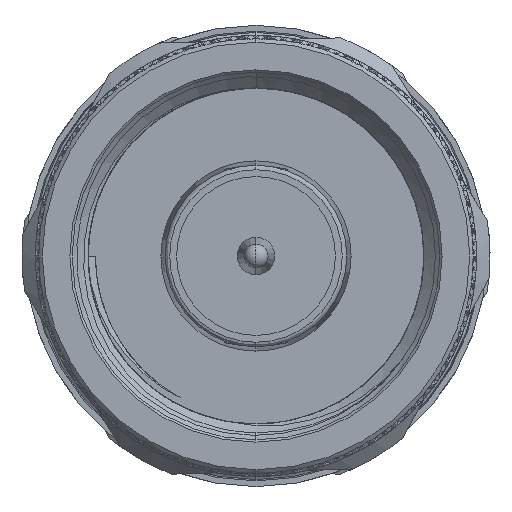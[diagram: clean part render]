
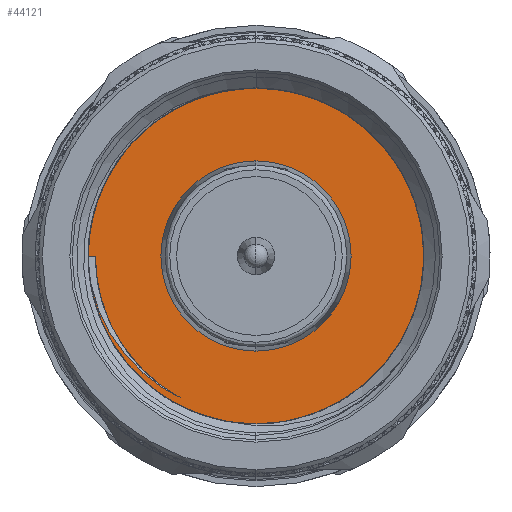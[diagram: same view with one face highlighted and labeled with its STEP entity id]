
A CAD part, left-side view. The second image highlights one B-rep face of the part: STEP entity #44121.
In plain terms, the highlighted planar face has unit normal (-1, 0, 0).
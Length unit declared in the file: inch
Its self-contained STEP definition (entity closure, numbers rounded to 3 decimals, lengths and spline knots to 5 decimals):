
#1946 = CARTESIAN_POINT ( 'NONE',  ( 0.33189, 0., 0. ) ) ;
#2105 = DIRECTION ( 'NONE',  ( -1., 0., 0. ) ) ;
#2167 = EDGE_CURVE ( 'NONE', #15024, #43007, #35965, .T. ) ;
#2865 = CARTESIAN_POINT ( 'NONE',  ( 0.33189, -0.21069, 0.18405 ) ) ;
#3729 = ORIENTED_EDGE ( 'NONE', *, *, #9643, .F. ) ;
#4952 = CARTESIAN_POINT ( 'NONE',  ( 0.33189, -0.29263, 0. ) ) ;
#5270 = CARTESIAN_POINT ( 'NONE',  ( 0.33189, 0., 0.31988 ) ) ;
#5283 = EDGE_LOOP ( 'NONE', ( #9433, #30909 ) ) ;
#5295 = AXIS2_PLACEMENT_3D ( 'NONE', #25668, #2105, #6746 ) ;
#6746 = DIRECTION ( 'NONE',  ( 0., 0., 1. ) ) ;
#7981 = VERTEX_POINT ( 'NONE', #45424 ) ;
#9433 = ORIENTED_EDGE ( 'NONE', *, *, #22828, .F. ) ;
#9643 = EDGE_CURVE ( 'NONE', #43007, #15937, #28708, .T. ) ;
#11107 = CARTESIAN_POINT ( 'NONE',  ( 0.33189, 0., 0. ) ) ;
#11236 = EDGE_CURVE ( 'NONE', #7981, #30531, #42338, .T. ) ;
#11592 = CARTESIAN_POINT ( 'NONE',  ( 0.33189, -0.13176, 0.24549 ) ) ;
#12168 = CARTESIAN_POINT ( 'NONE',  ( 0.33189, -0.15399, 0.23356 ) ) ;
#13135 = CARTESIAN_POINT ( 'NONE',  ( 0.33189, -0.2056, 0.19451 ) ) ;
#14005 = CARTESIAN_POINT ( 'NONE',  ( 0.33189, -0.2602, 0.12343 ) ) ;
#14735 = EDGE_LOOP ( 'NONE', ( #42457, #26550 ) ) ;
#14778 = DIRECTION ( 'NONE',  ( 0., 0., 1. ) ) ;
#15024 = VERTEX_POINT ( 'NONE', #18898 ) ;
#15165 = ORIENTED_EDGE ( 'NONE', *, *, #35958, .T. ) ;
#15406 = CARTESIAN_POINT ( 'NONE',  ( 0.33189, -0.17422, 0.21888 ) ) ;
#15500 = FACE_BOUND ( 'NONE', #5283, .T. ) ;
#15937 = VERTEX_POINT ( 'NONE', #55891 ) ;
#17304 = EDGE_LOOP ( 'NONE', ( #43582, #15165, #3729 ) ) ;
#17334 = AXIS2_PLACEMENT_3D ( 'NONE', #1946, #19704, #14778 ) ;
#17502 = CARTESIAN_POINT ( 'NONE',  ( 0.33189, -0.27126, 0.10023 ) ) ;
#18258 = CIRCLE ( 'NONE', #25678, 0.31988 ) ;
#18377 = CARTESIAN_POINT ( 'NONE',  ( 0.33189, -0.28704, 0.05106 ) ) ;
#18474 = EDGE_CURVE ( 'NONE', #30531, #7981, #18258, .T. ) ;
#18898 = CARTESIAN_POINT ( 'NONE',  ( 0.33189, -0.29263, 0. ) ) ;
#19197 = DIRECTION ( 'NONE',  ( 0., 0., 1. ) ) ;
#19234 = CARTESIAN_POINT ( 'NONE',  ( 0.33189, -0.15466, 0.23357 ) ) ;
#19283 = DIRECTION ( 'NONE',  ( 1., 0., 0. ) ) ;
#19568 = CARTESIAN_POINT ( 'NONE',  ( 0.33189, 0., 0. ) ) ;
#19704 = DIRECTION ( 'NONE',  ( -1., 0., 0. ) ) ;
#21845 = CARTESIAN_POINT ( 'NONE',  ( 0.33189, 0., 0.16505 ) ) ;
#22828 = EDGE_CURVE ( 'NONE', #34275, #31379, #30418, .T. ) ;
#23058 = LINE ( 'NONE', #31522, #51530 ) ;
#23638 = FACE_BOUND ( 'NONE', #17304, .T. ) ;
#23935 = DIRECTION ( 'NONE',  ( 0., 1., 0. ) ) ;
#24637 = CARTESIAN_POINT ( 'NONE',  ( 0.33189, 0., -0.16505 ) ) ;
#25668 = CARTESIAN_POINT ( 'NONE',  ( 0.33189, 0., 0. ) ) ;
#25678 = AXIS2_PLACEMENT_3D ( 'NONE', #32592, #50106, #19197 ) ;
#26515 = CARTESIAN_POINT ( 'NONE',  ( 0.33189, -0.18645, 0.21144 ) ) ;
#26550 = ORIENTED_EDGE ( 'NONE', *, *, #11236, .T. ) ;
#28708 = B_SPLINE_CURVE_WITH_KNOTS ( 'NONE', 3,
 ( #11592, #12168, #15406, #2865, #47457, #43054, #42488, #34294, #52111, #29933, #29073, #56210 ),
 .UNSPECIFIED., .F., .F.,
 ( 4, 2, 2, 2, 2, 4 ),
 ( 0., 0.0019, 0.00381, 0.00476, 0.00571, 0.00762 ),
 .UNSPECIFIED. ) ;
#29073 = CARTESIAN_POINT ( 'NONE',  ( 0.33189, -0.27861, 0.02523 ) ) ;
#29933 = CARTESIAN_POINT ( 'NONE',  ( 0.33189, -0.27514, 0.05041 ) ) ;
#30418 = CIRCLE ( 'NONE', #5295, 0.16505 ) ;
#30531 = VERTEX_POINT ( 'NONE', #5270 ) ;
#30909 = ORIENTED_EDGE ( 'NONE', *, *, #46144, .F. ) ;
#31379 = VERTEX_POINT ( 'NONE', #21845 ) ;
#31522 = CARTESIAN_POINT ( 'NONE',  ( 0.33189, 0., 0. ) ) ;
#32592 = CARTESIAN_POINT ( 'NONE',  ( 0.33189, 0., 0. ) ) ;
#33260 = FACE_OUTER_BOUND ( 'NONE', #14735, .T. ) ;
#34275 = VERTEX_POINT ( 'NONE', #24637 ) ;
#34294 = CARTESIAN_POINT ( 'NONE',  ( 0.33189, -0.26107, 0.09812 ) ) ;
#34786 = CARTESIAN_POINT ( 'NONE',  ( 0.33189, -0.13176, 0.24549 ) ) ;
#35253 = CARTESIAN_POINT ( 'NONE',  ( 0.33189, -0.23905, 0.1558 ) ) ;
#35958 = EDGE_CURVE ( 'NONE', #15024, #15937, #23058, .T. ) ;
#35965 = B_SPLINE_CURVE_WITH_KNOTS ( 'NONE', 3,
 ( #4952, #57465, #18377, #17502, #14005, #35253, #48699, #53094, #13135, #26515, #39929, #19234, #41667, #51028 ),
 .UNSPECIFIED., .F., .F.,
 ( 4, 2, 2, 2, 2, 2, 4 ),
 ( 0., 0.00195, 0.0039, 0.00488, 0.00585, 0.00683, 0.00781 ),
 .UNSPECIFIED. ) ;
#37333 = DIRECTION ( 'NONE',  ( -1., 0., 0. ) ) ;
#39929 = CARTESIAN_POINT ( 'NONE',  ( 0.33189, -0.17618, 0.21933 ) ) ;
#40264 = DIRECTION ( 'NONE',  ( 0., 1., 0. ) ) ;
#41667 = CARTESIAN_POINT ( 'NONE',  ( 0.33189, -0.14344, 0.23992 ) ) ;
#42338 = CIRCLE ( 'NONE', #47013, 0.31988 ) ;
#42457 = ORIENTED_EDGE ( 'NONE', *, *, #18474, .T. ) ;
#42474 = CIRCLE ( 'NONE', #17334, 0.16505 ) ;
#42488 = CARTESIAN_POINT ( 'NONE',  ( 0.33189, -0.25123, 0.12111 ) ) ;
#43007 = VERTEX_POINT ( 'NONE', #34786 ) ;
#43054 = CARTESIAN_POINT ( 'NONE',  ( 0.33189, -0.24546, 0.1324 ) ) ;
#43582 = ORIENTED_EDGE ( 'NONE', *, *, #2167, .F. ) ;
#44121 = ADVANCED_FACE ( 'NONE', ( #15500, #23638, #33260 ), #51073, .F. ) ;
#45424 = CARTESIAN_POINT ( 'NONE',  ( 0.33189, 0., -0.31988 ) ) ;
#46144 = EDGE_CURVE ( 'NONE', #31379, #34275, #42474, .T. ) ;
#47013 = AXIS2_PLACEMENT_3D ( 'NONE', #19568, #37333, #55144 ) ;
#47457 = CARTESIAN_POINT ( 'NONE',  ( 0.33189, -0.22621, 0.16456 ) ) ;
#48699 = CARTESIAN_POINT ( 'NONE',  ( 0.33189, -0.23127, 0.16612 ) ) ;
#50106 = DIRECTION ( 'NONE',  ( -1., 0., 0. ) ) ;
#51028 = CARTESIAN_POINT ( 'NONE',  ( 0.33189, -0.13176, 0.24549 ) ) ;
#51073 = PLANE ( 'NONE',  #55401 ) ;
#51530 = VECTOR ( 'NONE', #40264, 39.37008 ) ;
#52111 = CARTESIAN_POINT ( 'NONE',  ( 0.33189, -0.26518, 0.08637 ) ) ;
#53094 = CARTESIAN_POINT ( 'NONE',  ( 0.33189, -0.21456, 0.18544 ) ) ;
#55144 = DIRECTION ( 'NONE',  ( 0., 0., 1. ) ) ;
#55401 = AXIS2_PLACEMENT_3D ( 'NONE', #11107, #19283, #23935 ) ;
#55891 = CARTESIAN_POINT ( 'NONE',  ( 0.33189, -0.27861, 0. ) ) ;
#56210 = CARTESIAN_POINT ( 'NONE',  ( 0.33189, -0.27861, 0. ) ) ;
#57465 = CARTESIAN_POINT ( 'NONE',  ( 0.33189, -0.29153, 0.02584 ) ) ;
